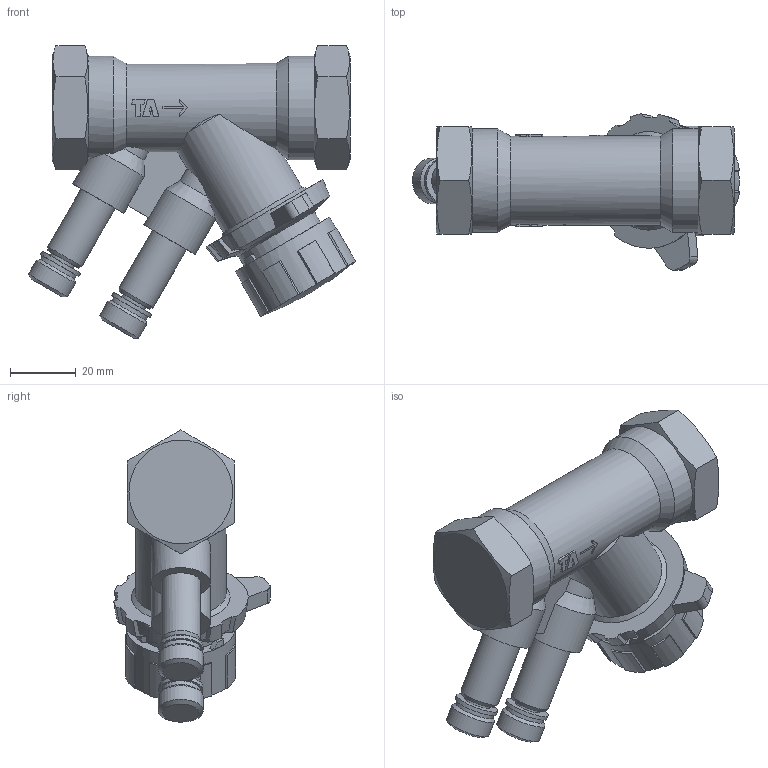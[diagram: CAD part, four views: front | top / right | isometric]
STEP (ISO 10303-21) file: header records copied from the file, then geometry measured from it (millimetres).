
FILE_DESCRIPTION( ( 'Unknown' ), '1' );
FILE_NAME( '53138120.stp', 'Unknown', ( 'Unknown' ), ( 'Unknown' ), 'XStep 1.0', 'Unknown', ' ' );
FILE_SCHEMA( ( 'automotive_design' ) );
Length unit declared in the file: millimetre
Products named in the file (1): vred
Bounding box: 99.41 x 47.52 x 88.72 mm (x, y, z)
Volume: 118284 mm3; surface area: 22516.2 mm2
Topology: 1 solids, 1 shells, 252 faces, 712 edges, 476 vertices
Faces by surface type: plane 156, cylinder 45, cone 41, bspline 9, sphere 1
Full cylindrical faces by diameter (mm): 8 x2, 12 x4, 13.5 x2, 13.8 x2, 18 x2, 27.5 x1, 31.5 x1, 33 x1
Entity records: 11010 total; most frequent: CARTESIAN_POINT 2820, ORIENTED_EDGE 1340, DIRECTION 1174, EDGE_CURVE 670, VERTEX_POINT 463, AXIS2_PLACEMENT_3D 431, LINE 312, VECTOR 312
